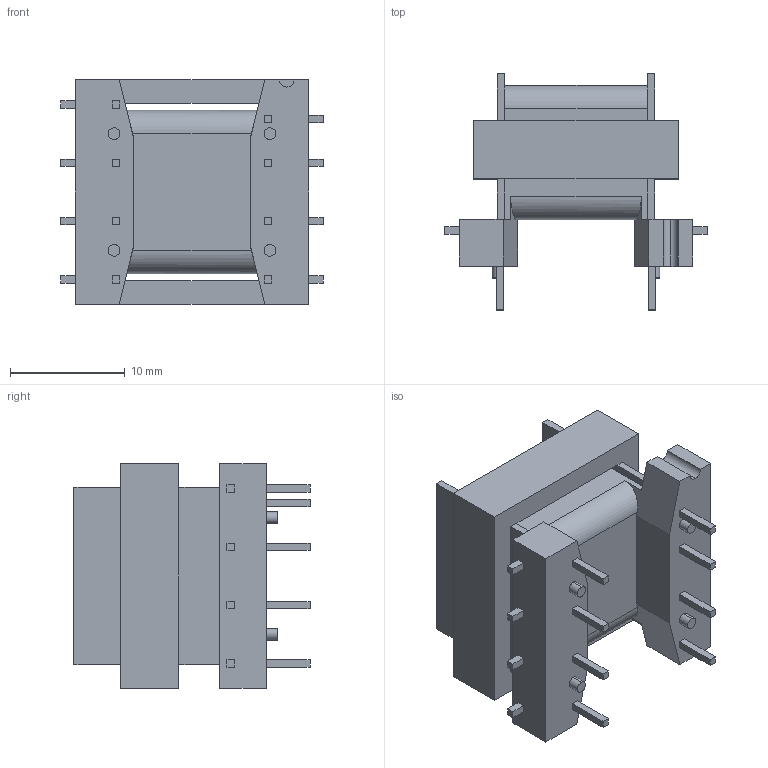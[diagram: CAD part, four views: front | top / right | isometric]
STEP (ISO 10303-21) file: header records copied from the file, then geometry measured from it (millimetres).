
FILE_DESCRIPTION (( 'STEP AP214' ), '1' );
FILE_NAME ('TY-250P.STEP', '2013-12-06T09:20:14', ( '' ), ( '' ), 'SwSTEP 2.0', 'SolidWorks 2013', '' );
FILE_SCHEMA (( 'AUTOMOTIVE_DESIGN' ));
Length unit declared in the file: inch
Products named in the file (1): TY-250P
Bounding box: 22.86 x 20.57 x 19.56 mm (x, y, z)
Volume: 3736 mm3; surface area: 2518.8 mm2
Topology: 1 solids, 1 shells, 337 faces, 883 edges, 586 vertices
Faces by surface type: plane 274, bspline 49, cylinder 14
Entity records: 17288 total; most frequent: CARTESIAN_POINT 4916, ORIENTED_EDGE 1766, DIRECTION 1383, EDGE_CURVE 883, VECTOR 757, LINE 757, VERTEX_POINT 586, EDGE_LOOP 379
